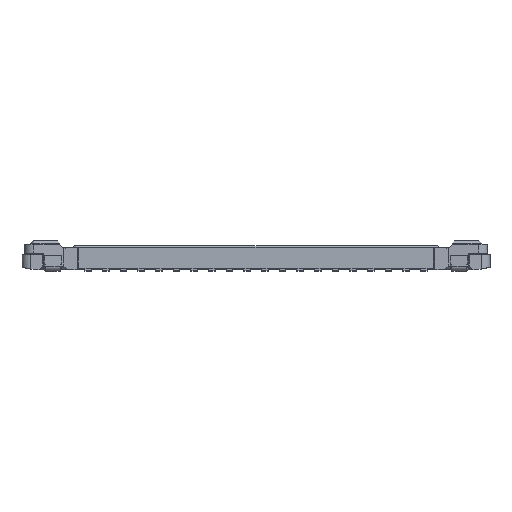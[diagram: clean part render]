
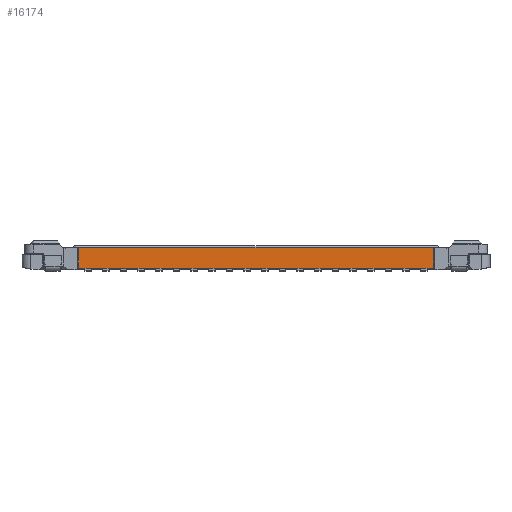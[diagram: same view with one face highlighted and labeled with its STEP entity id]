
A CAD part, top view. The second image highlights one B-rep face of the part: STEP entity #16174.
In plain terms, the highlighted planar face has unit normal (0, 0, 1).
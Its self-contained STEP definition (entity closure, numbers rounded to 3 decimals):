
#77 = ORIENTED_EDGE ( 'NONE', *, *, #9461, .F. ) ;
#133 = LINE ( 'NONE', #10402, #21266 ) ;
#937 = CARTESIAN_POINT ( 'NONE',  ( 4.02, 0.62, 1.19 ) ) ;
#1586 = EDGE_CURVE ( 'NONE', #12397, #14957, #20066, .T. ) ;
#1611 = CARTESIAN_POINT ( 'NONE',  ( -4.02, 0., 1.19 ) ) ;
#2244 = CARTESIAN_POINT ( 'NONE',  ( 4.05, 0.62, 1.19 ) ) ;
#6417 = DIRECTION ( 'NONE',  ( 0., -1., 0. ) ) ;
#7605 = AXIS2_PLACEMENT_3D ( 'NONE', #2244, #18679, #20382 ) ;
#7725 = VECTOR ( 'NONE', #21715, 1000. ) ;
#7789 = PLANE ( 'NONE',  #7605 ) ;
#8284 = DIRECTION ( 'NONE',  ( -1., 0., 0. ) ) ;
#8363 = DIRECTION ( 'NONE',  ( -1., 0., 0. ) ) ;
#9183 = ORIENTED_EDGE ( 'NONE', *, *, #12640, .T. ) ;
#9461 = EDGE_CURVE ( 'NONE', #23394, #14957, #133, .T. ) ;
#9606 = EDGE_LOOP ( 'NONE', ( #77, #20235, #9183, #13512 ) ) ;
#10402 = CARTESIAN_POINT ( 'NONE',  ( 4.05, 0., 1.19 ) ) ;
#11076 = VECTOR ( 'NONE', #6417, 1000. ) ;
#12397 = VERTEX_POINT ( 'NONE', #20348 ) ;
#12640 = EDGE_CURVE ( 'NONE', #12760, #12397, #15040, .T. ) ;
#12639 = CARTESIAN_POINT ( 'NONE',  ( 4.02, 0., 1.19 ) ) ;
#12760 = VERTEX_POINT ( 'NONE', #14633 ) ;
#13019 = EDGE_CURVE ( 'NONE', #12760, #23394, #13624, .T. ) ;
#13512 = ORIENTED_EDGE ( 'NONE', *, *, #1586, .T. ) ;
#13624 = LINE ( 'NONE', #937, #11076 ) ;
#14633 = CARTESIAN_POINT ( 'NONE',  ( 4.02, 0.47, 1.19 ) ) ;
#14957 = VERTEX_POINT ( 'NONE', #1611 ) ;
#15040 = LINE ( 'NONE', #19020, #22604 ) ;
#16174 = ADVANCED_FACE ( 'NONE', ( #16520 ), #7789, .T. ) ;
#16520 = FACE_OUTER_BOUND ( 'NONE', #9606, .T. ) ;
#18173 = CARTESIAN_POINT ( 'NONE',  ( -4.02, 0.62, 1.19 ) ) ;
#18679 = DIRECTION ( 'NONE',  ( 0., 0., 1. ) ) ;
#19020 = CARTESIAN_POINT ( 'NONE',  ( 3.8, 0.47, 1.19 ) ) ;
#20066 = LINE ( 'NONE', #18173, #7725 ) ;
#20235 = ORIENTED_EDGE ( 'NONE', *, *, #13019, .F. ) ;
#20348 = CARTESIAN_POINT ( 'NONE',  ( -4.02, 0.47, 1.19 ) ) ;
#20382 = DIRECTION ( 'NONE',  ( -1., 0., 0. ) ) ;
#21266 = VECTOR ( 'NONE', #8363, 1000. ) ;
#21715 = DIRECTION ( 'NONE',  ( 0., -1., 0. ) ) ;
#22604 = VECTOR ( 'NONE', #8284, 1000. ) ;
#23394 = VERTEX_POINT ( 'NONE', #12639 ) ;
